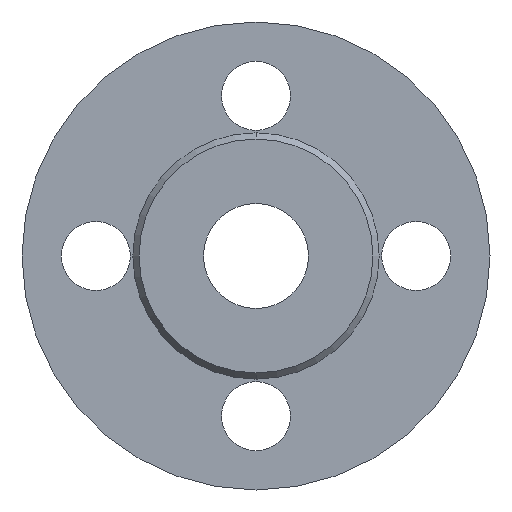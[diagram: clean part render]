
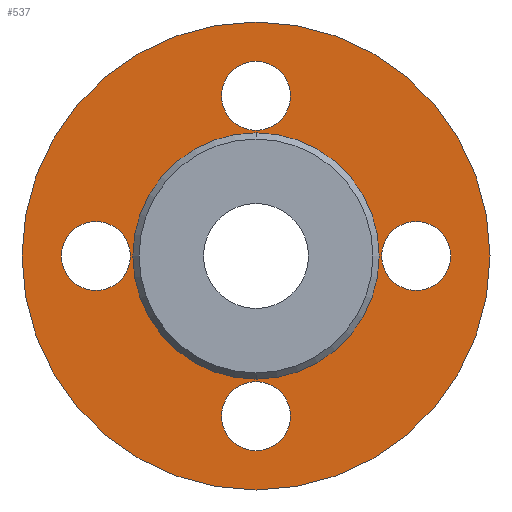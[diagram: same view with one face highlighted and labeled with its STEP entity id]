
A CAD part, front view. The second image highlights one B-rep face of the part: STEP entity #537.
In plain terms, the highlighted planar face has unit normal (0, -1, 0).
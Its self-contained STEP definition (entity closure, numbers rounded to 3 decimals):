
#2 = CARTESIAN_POINT ( 'NONE',  ( 0., 1.5, 47.5 ) ) ;
#4 = EDGE_CURVE ( 'NONE', #52, #721, #595, .T. ) ;
#9 = DIRECTION ( 'NONE',  ( 0., -1., 0. ) ) ;
#14 = CIRCLE ( 'NONE', #70, 47.5 ) ;
#25 = FACE_BOUND ( 'NONE', #562, .T. ) ;
#31 = DIRECTION ( 'NONE',  ( 0., -1., 0. ) ) ;
#34 = DIRECTION ( 'NONE',  ( 0., 0., -1. ) ) ;
#35 = CIRCLE ( 'NONE', #364, 7. ) ;
#42 = EDGE_CURVE ( 'NONE', #620, #771, #753, .T. ) ;
#52 = VERTEX_POINT ( 'NONE', #644 ) ;
#56 = CARTESIAN_POINT ( 'NONE',  ( -25.5, 1.5, 0. ) ) ;
#62 = ORIENTED_EDGE ( 'NONE', *, *, #358, .F. ) ;
#67 = CARTESIAN_POINT ( 'NONE',  ( -32.5, 1.5, 0. ) ) ;
#69 = CARTESIAN_POINT ( 'NONE',  ( 32.5, 1.5, 0. ) ) ;
#70 = AXIS2_PLACEMENT_3D ( 'NONE', #357, #745, #822 ) ;
#97 = CIRCLE ( 'NONE', #561, 7. ) ;
#111 = CARTESIAN_POINT ( 'NONE',  ( 0., 1.5, 25. ) ) ;
#117 = DIRECTION ( 'NONE',  ( 0., -1., 0. ) ) ;
#120 = CARTESIAN_POINT ( 'NONE',  ( 0., 1.5, 0. ) ) ;
#124 = CARTESIAN_POINT ( 'NONE',  ( 0., 1.5, 39.5 ) ) ;
#138 = EDGE_CURVE ( 'NONE', #374, #373, #696, .T. ) ;
#162 = AXIS2_PLACEMENT_3D ( 'NONE', #830, #312, #34 ) ;
#164 = AXIS2_PLACEMENT_3D ( 'NONE', #628, #237, #510 ) ;
#179 = ORIENTED_EDGE ( 'NONE', *, *, #4, .F. ) ;
#186 = ORIENTED_EDGE ( 'NONE', *, *, #716, .T. ) ;
#193 = CARTESIAN_POINT ( 'NONE',  ( 25.5, 1.5, 0. ) ) ;
#198 = ORIENTED_EDGE ( 'NONE', *, *, #42, .F. ) ;
#200 = CARTESIAN_POINT ( 'NONE',  ( 39.5, 1.5, 0. ) ) ;
#218 = CARTESIAN_POINT ( 'NONE',  ( 0., 1.5, -25.5 ) ) ;
#223 = EDGE_CURVE ( 'NONE', #454, #742, #485, .T. ) ;
#237 = DIRECTION ( 'NONE',  ( 0., -1., 0. ) ) ;
#244 = DIRECTION ( 'NONE',  ( 0., 1., 0. ) ) ;
#246 = AXIS2_PLACEMENT_3D ( 'NONE', #490, #244, #759 ) ;
#260 = VERTEX_POINT ( 'NONE', #111 ) ;
#262 = CARTESIAN_POINT ( 'NONE',  ( 0., 1.5, -32.5 ) ) ;
#285 = CARTESIAN_POINT ( 'NONE',  ( 0., 1.5, 32.5 ) ) ;
#288 = FACE_BOUND ( 'NONE', #306, .T. ) ;
#289 = AXIS2_PLACEMENT_3D ( 'NONE', #801, #534, #599 ) ;
#291 = ORIENTED_EDGE ( 'NONE', *, *, #501, .F. ) ;
#296 = EDGE_LOOP ( 'NONE', ( #429, #179 ) ) ;
#306 = EDGE_LOOP ( 'NONE', ( #186, #563 ) ) ;
#312 = DIRECTION ( 'NONE',  ( 0., -1., 0. ) ) ;
#322 = EDGE_CURVE ( 'NONE', #327, #354, #831, .T. ) ;
#327 = VERTEX_POINT ( 'NONE', #200 ) ;
#328 = DIRECTION ( 'NONE',  ( -1., 0., 0. ) ) ;
#353 = DIRECTION ( 'NONE',  ( 0., 0., 1. ) ) ;
#354 = VERTEX_POINT ( 'NONE', #193 ) ;
#357 = CARTESIAN_POINT ( 'NONE',  ( 0., 1.5, 0. ) ) ;
#358 = EDGE_CURVE ( 'NONE', #742, #454, #760, .T. ) ;
#360 = CIRCLE ( 'NONE', #618, 25. ) ;
#362 = CARTESIAN_POINT ( 'NONE',  ( -25., 1.5, 0. ) ) ;
#364 = AXIS2_PLACEMENT_3D ( 'NONE', #67, #664, #328 ) ;
#365 = EDGE_CURVE ( 'NONE', #736, #260, #360, .T. ) ;
#367 = CARTESIAN_POINT ( 'NONE',  ( 0., 1.5, 25.5 ) ) ;
#370 = ORIENTED_EDGE ( 'NONE', *, *, #322, .F. ) ;
#373 = VERTEX_POINT ( 'NONE', #2 ) ;
#374 = VERTEX_POINT ( 'NONE', #797 ) ;
#381 = DIRECTION ( 'NONE',  ( 0., 0., 1. ) ) ;
#382 = DIRECTION ( 'NONE',  ( 0., 0., 1. ) ) ;
#388 = DIRECTION ( 'NONE',  ( 1., 0., 0. ) ) ;
#406 = AXIS2_PLACEMENT_3D ( 'NONE', #763, #117, #381 ) ;
#409 = EDGE_CURVE ( 'NONE', #354, #327, #684, .T. ) ;
#419 = EDGE_CURVE ( 'NONE', #373, #374, #14, .T. ) ;
#424 = DIRECTION ( 'NONE',  ( 0., -1., 0. ) ) ;
#429 = ORIENTED_EDGE ( 'NONE', *, *, #842, .F. ) ;
#431 = AXIS2_PLACEMENT_3D ( 'NONE', #120, #765, #382 ) ;
#438 = EDGE_LOOP ( 'NONE', ( #849, #370 ) ) ;
#451 = DIRECTION ( 'NONE',  ( 0., 0., 1. ) ) ;
#454 = VERTEX_POINT ( 'NONE', #218 ) ;
#460 = DIRECTION ( 'NONE',  ( 0., -1., 0. ) ) ;
#466 = EDGE_LOOP ( 'NONE', ( #746, #650 ) ) ;
#479 = EDGE_LOOP ( 'NONE', ( #198, #291 ) ) ;
#481 = PLANE ( 'NONE',  #651 ) ;
#485 = CIRCLE ( 'NONE', #162, 7. ) ;
#490 = CARTESIAN_POINT ( 'NONE',  ( 0., 1.5, 0. ) ) ;
#501 = EDGE_CURVE ( 'NONE', #771, #620, #97, .T. ) ;
#510 = DIRECTION ( 'NONE',  ( -1., 0., 0. ) ) ;
#521 = DIRECTION ( 'NONE',  ( 0., 0., -1. ) ) ;
#532 = AXIS2_PLACEMENT_3D ( 'NONE', #262, #460, #521 ) ;
#534 = DIRECTION ( 'NONE',  ( 0., -1., 0. ) ) ;
#537 = ADVANCED_FACE ( 'NONE', ( #619, #608, #613, #25, #288, #547 ), #481, .T. ) ;
#547 = FACE_OUTER_BOUND ( 'NONE', #466, .T. ) ;
#561 = AXIS2_PLACEMENT_3D ( 'NONE', #285, #424, #353 ) ;
#562 = EDGE_LOOP ( 'NONE', ( #829, #62 ) ) ;
#563 = ORIENTED_EDGE ( 'NONE', *, *, #365, .T. ) ;
#584 = CARTESIAN_POINT ( 'NONE',  ( 0., 1.5, -39.5 ) ) ;
#589 = CARTESIAN_POINT ( 'NONE',  ( 0., 1.5, 0. ) ) ;
#595 = CIRCLE ( 'NONE', #164, 7. ) ;
#599 = DIRECTION ( 'NONE',  ( 1., 0., 0. ) ) ;
#608 = FACE_BOUND ( 'NONE', #479, .T. ) ;
#613 = FACE_BOUND ( 'NONE', #438, .T. ) ;
#618 = AXIS2_PLACEMENT_3D ( 'NONE', #589, #665, #451 ) ;
#619 = FACE_BOUND ( 'NONE', #296, .T. ) ;
#620 = VERTEX_POINT ( 'NONE', #367 ) ;
#628 = CARTESIAN_POINT ( 'NONE',  ( -32.5, 1.5, 0. ) ) ;
#644 = CARTESIAN_POINT ( 'NONE',  ( -39.5, 1.5, 0. ) ) ;
#650 = ORIENTED_EDGE ( 'NONE', *, *, #138, .F. ) ;
#651 = AXIS2_PLACEMENT_3D ( 'NONE', #362, #31, #749 ) ;
#659 = CARTESIAN_POINT ( 'NONE',  ( 0., 1.5, -25. ) ) ;
#664 = DIRECTION ( 'NONE',  ( 0., -1., 0. ) ) ;
#665 = DIRECTION ( 'NONE',  ( 0., 1., 0. ) ) ;
#684 = CIRCLE ( 'NONE', #289, 7. ) ;
#692 = CIRCLE ( 'NONE', #431, 25. ) ;
#696 = CIRCLE ( 'NONE', #246, 47.5 ) ;
#716 = EDGE_CURVE ( 'NONE', #260, #736, #692, .T. ) ;
#721 = VERTEX_POINT ( 'NONE', #56 ) ;
#736 = VERTEX_POINT ( 'NONE', #659 ) ;
#742 = VERTEX_POINT ( 'NONE', #584 ) ;
#745 = DIRECTION ( 'NONE',  ( 0., 1., 0. ) ) ;
#746 = ORIENTED_EDGE ( 'NONE', *, *, #419, .F. ) ;
#749 = DIRECTION ( 'NONE',  ( 0., 0., -1. ) ) ;
#753 = CIRCLE ( 'NONE', #406, 7. ) ;
#759 = DIRECTION ( 'NONE',  ( 0., 0., 1. ) ) ;
#760 = CIRCLE ( 'NONE', #532, 7. ) ;
#763 = CARTESIAN_POINT ( 'NONE',  ( 0., 1.5, 32.5 ) ) ;
#765 = DIRECTION ( 'NONE',  ( 0., 1., 0. ) ) ;
#771 = VERTEX_POINT ( 'NONE', #124 ) ;
#775 = AXIS2_PLACEMENT_3D ( 'NONE', #69, #9, #388 ) ;
#797 = CARTESIAN_POINT ( 'NONE',  ( 0., 1.5, -47.5 ) ) ;
#801 = CARTESIAN_POINT ( 'NONE',  ( 32.5, 1.5, 0. ) ) ;
#822 = DIRECTION ( 'NONE',  ( 0., 0., 1. ) ) ;
#829 = ORIENTED_EDGE ( 'NONE', *, *, #223, .F. ) ;
#830 = CARTESIAN_POINT ( 'NONE',  ( 0., 1.5, -32.5 ) ) ;
#831 = CIRCLE ( 'NONE', #775, 7. ) ;
#842 = EDGE_CURVE ( 'NONE', #721, #52, #35, .T. ) ;
#849 = ORIENTED_EDGE ( 'NONE', *, *, #409, .F. ) ;
